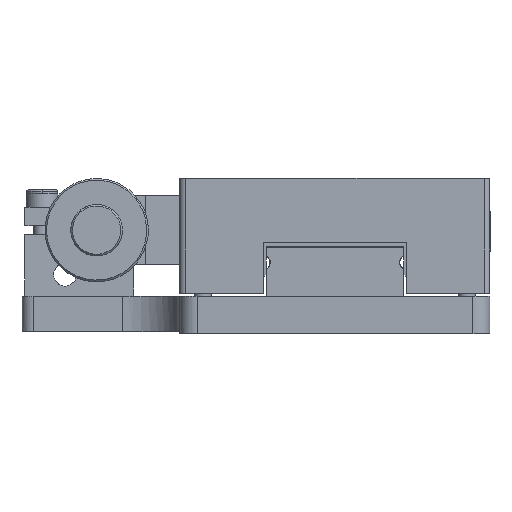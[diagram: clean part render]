
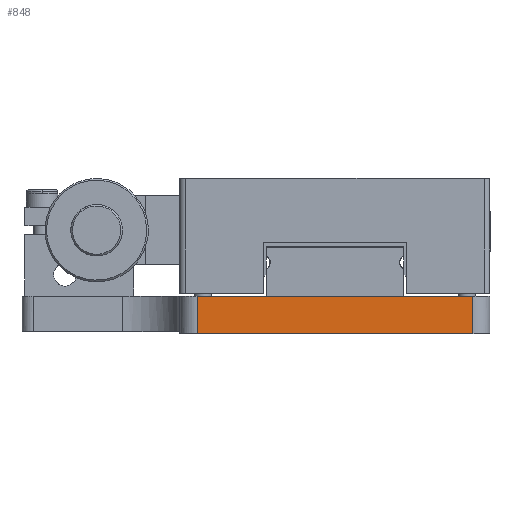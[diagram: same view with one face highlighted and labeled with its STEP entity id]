
A CAD part, front view. The second image highlights one B-rep face of the part: STEP entity #848.
In plain terms, the highlighted free-form (B-spline) face has degree [1, 1] with [2, 2] control points.
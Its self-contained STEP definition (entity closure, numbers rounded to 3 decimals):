
#848=ADVANCED_FACE('',(#1501),#24052,.T.);
#1501=FACE_OUTER_BOUND('',#2250,.T.);
#2250=EDGE_LOOP('',(#5035,#5036,#5037,#5038));
#5035=ORIENTED_EDGE('',*,*,#20587,.T.);
#5036=ORIENTED_EDGE('',*,*,#20588,.T.);
#5037=ORIENTED_EDGE('',*,*,#20580,.F.);
#5038=ORIENTED_EDGE('',*,*,#20589,.T.);
#8645=PCURVE('',#24334,#12270);
#8660=PCURVE('',#24052,#12285);
#8661=PCURVE('',#24052,#12286);
#8662=PCURVE('',#24052,#12287);
#8663=PCURVE('',#24052,#12288);
#8667=PCURVE('',#24337,#12292);
#8679=PCURVE('',#24054,#12304);
#8866=PCURVE('',#24061,#12491);
#12270=DEFINITIONAL_REPRESENTATION('',(#16287),#50008);
#12285=DEFINITIONAL_REPRESENTATION('',(#16306),#50008);
#12286=DEFINITIONAL_REPRESENTATION('',(#16308),#50008);
#12287=DEFINITIONAL_REPRESENTATION('',(#16309),#50008);
#12288=DEFINITIONAL_REPRESENTATION('',(#16311),#50008);
#12292=DEFINITIONAL_REPRESENTATION('',(#16315),#50008);
#12304=DEFINITIONAL_REPRESENTATION('',(#16331),#50008);
#12491=DEFINITIONAL_REPRESENTATION('',(#16486),#50008);
#16286=B_SPLINE_CURVE_WITH_KNOTS('',1,(#41808,#41809),.UNSPECIFIED.,.F.,
 .F.,(2,2),(0.,6.5),.UNSPECIFIED.);
#16287=B_SPLINE_CURVE_WITH_KNOTS('',1,(#41810,#41811),.UNSPECIFIED.,.F.,
 .F.,(2,2),(0.,6.5),.UNSPECIFIED.);
#16305=B_SPLINE_CURVE_WITH_KNOTS('',1,(#41855,#41856),.UNSPECIFIED.,.F.,
 .F.,(2,2),(-6.5,0.),.UNSPECIFIED.);
#16306=B_SPLINE_CURVE_WITH_KNOTS('',1,(#41857,#41858),.UNSPECIFIED.,.F.,
 .F.,(2,2),(-6.5,0.),.UNSPECIFIED.);
#16307=B_SPLINE_CURVE_WITH_KNOTS('',1,(#41859,#41860),.UNSPECIFIED.,.F.,
 .F.,(2,2),(0.,48.),.UNSPECIFIED.);
#16308=B_SPLINE_CURVE_WITH_KNOTS('',1,(#41861,#41862),.UNSPECIFIED.,.F.,
 .F.,(2,2),(0.,48.),.UNSPECIFIED.);
#16309=B_SPLINE_CURVE_WITH_KNOTS('',1,(#41863,#41864),.UNSPECIFIED.,.F.,
 .F.,(2,2),(0.,6.5),.UNSPECIFIED.);
#16310=B_SPLINE_CURVE_WITH_KNOTS('',1,(#41865,#41866),.UNSPECIFIED.,.F.,
 .F.,(2,2),(0.,48.),.UNSPECIFIED.);
#16311=B_SPLINE_CURVE_WITH_KNOTS('',1,(#41867,#41868),.UNSPECIFIED.,.F.,
 .F.,(2,2),(0.,48.),.UNSPECIFIED.);
#16315=B_SPLINE_CURVE_WITH_KNOTS('',1,(#41881,#41882),.UNSPECIFIED.,.F.,
 .F.,(2,2),(-6.5,0.),.UNSPECIFIED.);
#16331=B_SPLINE_CURVE_WITH_KNOTS('',1,(#41922,#41923),.UNSPECIFIED.,.F.,
 .F.,(2,2),(0.,48.),.UNSPECIFIED.);
#16486=B_SPLINE_CURVE_WITH_KNOTS('',1,(#42576,#42577),.UNSPECIFIED.,.F.,
 .F.,(2,2),(0.,48.),.UNSPECIFIED.);
#18725=SURFACE_CURVE('',#16286,(#8645,#8662),.PCURVE_S1.);
#18732=SURFACE_CURVE('',#16305,(#8660,#8667),.PCURVE_S1.);
#18733=SURFACE_CURVE('',#16307,(#8661,#8866),.PCURVE_S1.);
#18734=SURFACE_CURVE('',#16310,(#8663,#8679),.PCURVE_S1.);
#20580=EDGE_CURVE('',#23475,#23476,#18725,.T.);
#20587=EDGE_CURVE('',#23479,#23480,#18732,.T.);
#20588=EDGE_CURVE('',#23480,#23476,#18733,.T.);
#20589=EDGE_CURVE('',#23475,#23479,#18734,.T.);
#23475=VERTEX_POINT('',#31118);
#23476=VERTEX_POINT('',#31119);
#23479=VERTEX_POINT('',#31122);
#23480=VERTEX_POINT('',#31123);
#24052=B_SPLINE_SURFACE_WITH_KNOTS('',1,1,((#29255,#29256),(#29257,#29258)),
 .UNSPECIFIED.,.F.,.F.,.F.,(2,2),(2,2),(-2.77,5.27),(-55.92,
1.92),.UNSPECIFIED.);
#24054=B_SPLINE_SURFACE_WITH_KNOTS('',1,1,((#29299,#29300),(#29301,#29302)),
 .UNSPECIFIED.,.F.,.F.,.F.,(2,2),(2,2),(0.915,16.755),
(-32.52,32.52),.UNSPECIFIED.);
#24061=B_SPLINE_SURFACE_WITH_KNOTS('',1,1,((#29687,#29688),(#29689,#29690)),
 .UNSPECIFIED.,.F.,.F.,.F.,(2,2),(2,2),(-35.27,62.77),
(-69.12,69.12),.UNSPECIFIED.);
#24334=(
BOUNDED_SURFACE()
B_SPLINE_SURFACE(2,1,((#29197,#29198),(#29199,#29200),(#29201,#29202),(#29203,
#29204),(#29205,#29206),(#29207,#29208),(#29209,#29210),(#29211,#29212),
(#29213,#29214)),.UNSPECIFIED.,.T.,.F.,.F.)
B_SPLINE_SURFACE_WITH_KNOTS((3,2,2,2,3),(2,2),(0.,1.571,3.142,
4.712,6.283),(0.,8.04),.UNSPECIFIED.)
GEOMETRIC_REPRESENTATION_ITEM()
RATIONAL_B_SPLINE_SURFACE(((1.,1.),(0.707,0.707),
(1.,1.),(0.707,0.707),(1.,1.),(0.707,
0.707),(1.,1.),(0.707,0.707),(1.,1.)))
REPRESENTATION_ITEM('')
SURFACE()
);
#24337=(
BOUNDED_SURFACE()
B_SPLINE_SURFACE(2,1,((#29259,#29260),(#29261,#29262),(#29263,#29264),(#29265,
#29266),(#29267,#29268),(#29269,#29270),(#29271,#29272),(#29273,#29274),
(#29275,#29276)),.UNSPECIFIED.,.T.,.F.,.F.)
B_SPLINE_SURFACE_WITH_KNOTS((3,2,2,2,3),(2,2),(0.,1.571,3.142,
4.712,6.283),(0.,8.04),.UNSPECIFIED.)
GEOMETRIC_REPRESENTATION_ITEM()
RATIONAL_B_SPLINE_SURFACE(((1.,1.),(0.707,0.707),
(1.,1.),(0.707,0.707),(1.,1.),(0.707,
0.707),(1.,1.),(0.707,0.707),(1.,1.)))
REPRESENTATION_ITEM('')
SURFACE()
);
#29197=CARTESIAN_POINT('',(-20.373,-7.497,70.15));
#29198=CARTESIAN_POINT('',(-20.373,-15.537,70.15));
#29199=CARTESIAN_POINT('',(-20.373,-7.497,73.15));
#29200=CARTESIAN_POINT('',(-20.373,-15.537,73.15));
#29201=CARTESIAN_POINT('',(-23.373,-7.497,73.15));
#29202=CARTESIAN_POINT('',(-23.373,-15.537,73.15));
#29203=CARTESIAN_POINT('',(-26.373,-7.497,73.15));
#29204=CARTESIAN_POINT('',(-26.373,-15.537,73.15));
#29205=CARTESIAN_POINT('',(-26.373,-7.497,70.15));
#29206=CARTESIAN_POINT('',(-26.373,-15.537,70.15));
#29207=CARTESIAN_POINT('',(-26.373,-7.497,67.15));
#29208=CARTESIAN_POINT('',(-26.373,-15.537,67.15));
#29209=CARTESIAN_POINT('',(-23.373,-7.497,67.15));
#29210=CARTESIAN_POINT('',(-23.373,-15.537,67.15));
#29211=CARTESIAN_POINT('',(-20.373,-7.497,67.15));
#29212=CARTESIAN_POINT('',(-20.373,-15.537,67.15));
#29213=CARTESIAN_POINT('',(-20.373,-7.497,70.15));
#29214=CARTESIAN_POINT('',(-20.373,-15.537,70.15));
#29255=CARTESIAN_POINT('',(29.547,-15.537,73.15));
#29256=CARTESIAN_POINT('',(-28.293,-15.537,73.15));
#29257=CARTESIAN_POINT('',(29.547,-7.497,73.15));
#29258=CARTESIAN_POINT('',(-28.293,-7.497,73.15));
#29259=CARTESIAN_POINT('',(21.627,-7.497,70.15));
#29260=CARTESIAN_POINT('',(21.627,-15.537,70.15));
#29261=CARTESIAN_POINT('',(21.627,-7.497,67.15));
#29262=CARTESIAN_POINT('',(21.627,-15.537,67.15));
#29263=CARTESIAN_POINT('',(24.627,-7.497,67.15));
#29264=CARTESIAN_POINT('',(24.627,-15.537,67.15));
#29265=CARTESIAN_POINT('',(27.627,-7.497,67.15));
#29266=CARTESIAN_POINT('',(27.627,-15.537,67.15));
#29267=CARTESIAN_POINT('',(27.627,-7.497,70.15));
#29268=CARTESIAN_POINT('',(27.627,-15.537,70.15));
#29269=CARTESIAN_POINT('',(27.627,-7.497,73.15));
#29270=CARTESIAN_POINT('',(27.627,-15.537,73.15));
#29271=CARTESIAN_POINT('',(24.627,-7.497,73.15));
#29272=CARTESIAN_POINT('',(24.627,-15.537,73.15));
#29273=CARTESIAN_POINT('',(21.627,-7.497,73.15));
#29274=CARTESIAN_POINT('',(21.627,-15.537,73.15));
#29275=CARTESIAN_POINT('',(21.627,-7.497,70.15));
#29276=CARTESIAN_POINT('',(21.627,-15.537,70.15));
#29299=CARTESIAN_POINT('',(33.147,-14.767,58.73));
#29300=CARTESIAN_POINT('',(-31.893,-14.767,58.73));
#29301=CARTESIAN_POINT('',(33.147,-14.767,74.57));
#29302=CARTESIAN_POINT('',(-31.893,-14.767,74.57));
#29687=CARTESIAN_POINT('',(35.897,-8.267,-53.47));
#29688=CARTESIAN_POINT('',(35.897,-8.267,84.77));
#29689=CARTESIAN_POINT('',(-62.143,-8.267,-53.47));
#29690=CARTESIAN_POINT('',(-62.143,-8.267,84.77));
#31118=CARTESIAN_POINT('',(-23.373,-14.767,73.15));
#31119=CARTESIAN_POINT('',(-23.373,-8.267,73.15));
#31122=CARTESIAN_POINT('',(24.627,-14.767,73.15));
#31123=CARTESIAN_POINT('',(24.627,-8.267,73.15));
#41808=CARTESIAN_POINT('',(-23.373,-14.767,73.15));
#41809=CARTESIAN_POINT('',(-23.373,-8.267,73.15));
#41810=CARTESIAN_POINT('',(1.571,7.27));
#41811=CARTESIAN_POINT('',(1.571,0.77));
#41855=CARTESIAN_POINT('',(24.627,-14.767,73.15));
#41856=CARTESIAN_POINT('',(24.627,-8.267,73.15));
#41857=CARTESIAN_POINT('',(-2.,-51.));
#41858=CARTESIAN_POINT('',(4.5,-51.));
#41859=CARTESIAN_POINT('',(24.627,-8.267,73.15));
#41860=CARTESIAN_POINT('',(-23.373,-8.267,73.15));
#41861=CARTESIAN_POINT('',(4.5,-51.));
#41862=CARTESIAN_POINT('',(4.5,-3.));
#41863=CARTESIAN_POINT('',(-2.,-3.));
#41864=CARTESIAN_POINT('',(4.5,-3.));
#41865=CARTESIAN_POINT('',(-23.373,-14.767,73.15));
#41866=CARTESIAN_POINT('',(24.627,-14.767,73.15));
#41867=CARTESIAN_POINT('',(-2.,-3.));
#41868=CARTESIAN_POINT('',(-2.,-51.));
#41881=CARTESIAN_POINT('',(4.712,7.27));
#41882=CARTESIAN_POINT('',(4.712,0.77));
#41922=CARTESIAN_POINT('',(15.335,24.));
#41923=CARTESIAN_POINT('',(15.335,-24.));
#42576=CARTESIAN_POINT('',(-24.,57.5));
#42577=CARTESIAN_POINT('',(24.,57.5));
#50008=(
GEOMETRIC_REPRESENTATION_CONTEXT(2)
PARAMETRIC_REPRESENTATION_CONTEXT()
REPRESENTATION_CONTEXT('pspace','')
);
